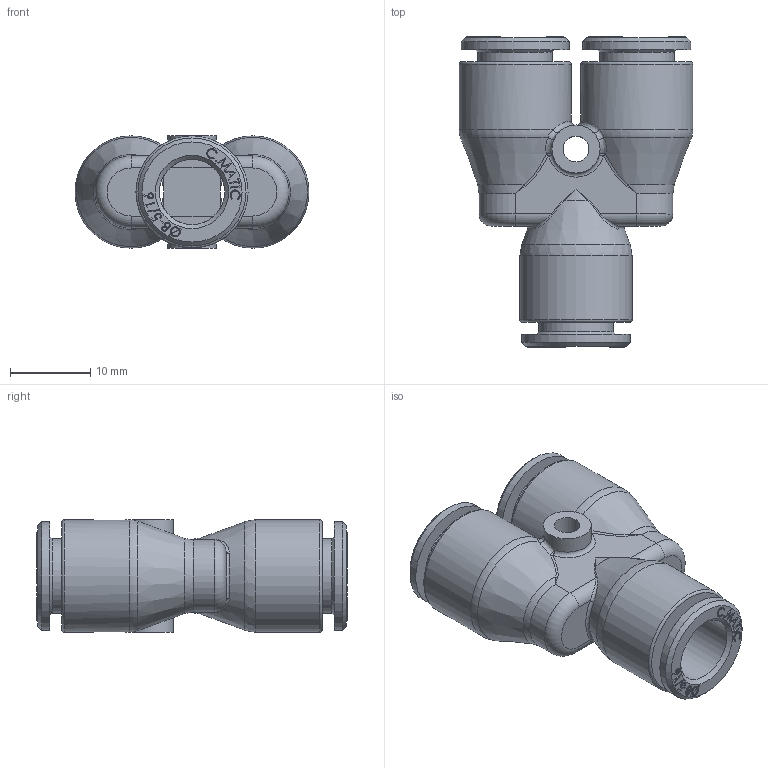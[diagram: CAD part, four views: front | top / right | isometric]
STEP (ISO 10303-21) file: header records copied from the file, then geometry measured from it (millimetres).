
FILE_DESCRIPTION(/* description */ ('STEP AP214'),/* implementation_level */ '2;1');
FILE_NAME(/* name */ 'B0194040',/* time_stamp */ '2023-03-30T08:14:33+02:00',/* author */ ('License CC BY-ND 4.0'),/* organization */ ('CADENAS'),/* preprocessor_version */ 'ST-DEVELOPER v19.3',/* originating_system */ 'PARTsolutions',/* authorisation */ ' ');
FILE_SCHEMA (('AP242_MANAGED_MODEL_BASED_3D_ENGINEERING_MIM_LF { 1 0 10303 442 3 1 4 }','AUTOMOTIVE_DESIGN {1 0 10303 214 3 1 1}'));
Length unit declared in the file: millimetre
Products named in the file (1): B0194040
Bounding box: 29.2 x 38.7 x 14 mm (x, y, z)
Volume: 4949.9 mm3; surface area: 5095.7 mm2
Topology: 1 solids, 1 shells, 595 faces, 1542 edges, 1006 vertices
Faces by surface type: plane 307, bspline 234, cylinder 22, torus 16, cone 12, sphere 4
Full cylindrical faces by diameter (mm): 3.2 x1, 6 x1, 8.15 x3, 9.3 x3, 13.5 x3, 14 x3
Entity records: 29701 total; most frequent: CARTESIAN_POINT 16913, ORIENTED_EDGE 2982, DIRECTION 1853, EDGE_CURVE 1491, VERTEX_POINT 992, LINE 905, VECTOR 905, EDGE_LOOP 695
